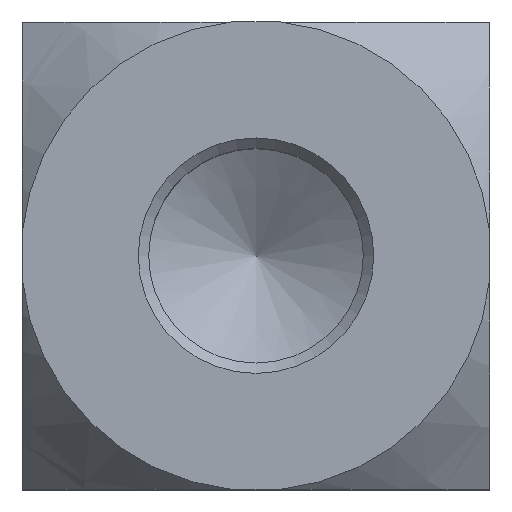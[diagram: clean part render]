
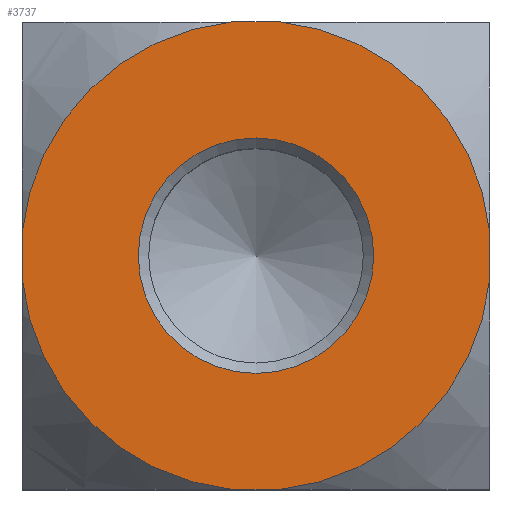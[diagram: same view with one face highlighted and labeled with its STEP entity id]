
A CAD part, top view. The second image highlights one B-rep face of the part: STEP entity #3737.
In plain terms, the highlighted planar face has unit normal (0, 0, 1).
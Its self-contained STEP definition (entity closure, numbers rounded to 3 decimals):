
#348=LINE('',#5372,#680);
#349=LINE('',#5373,#681);
#350=LINE('',#5374,#682);
#351=LINE('',#5375,#683);
#680=VECTOR('',#4565,1000.);
#681=VECTOR('',#4566,1000.);
#682=VECTOR('',#4567,1000.);
#683=VECTOR('',#4568,1000.);
#833=PLANE('',#3910);
#1509=ORIENTED_EDGE('',*,*,#1884,.T.);
#1510=ORIENTED_EDGE('',*,*,#1556,.T.);
#1511=ORIENTED_EDGE('',*,*,#1885,.T.);
#1512=ORIENTED_EDGE('',*,*,#1558,.T.);
#1513=ORIENTED_EDGE('',*,*,#1886,.T.);
#1514=ORIENTED_EDGE('',*,*,#1550,.T.);
#1515=ORIENTED_EDGE('',*,*,#1887,.T.);
#1516=ORIENTED_EDGE('',*,*,#1553,.T.);
#1517=ORIENTED_EDGE('',*,*,#1545,.T.);
#1545=EDGE_CURVE('',#2080,#2080,#1893,.T.);
#1550=EDGE_CURVE('',#2083,#2085,#1896,.T.);
#1553=EDGE_CURVE('',#2086,#2088,#1897,.T.);
#1556=EDGE_CURVE('',#2089,#2091,#1898,.T.);
#1558=EDGE_CURVE('',#2094,#2093,#1899,.T.);
#1884=EDGE_CURVE('',#2088,#2089,#348,.T.);
#1885=EDGE_CURVE('',#2091,#2094,#349,.T.);
#1886=EDGE_CURVE('',#2093,#2083,#350,.T.);
#1887=EDGE_CURVE('',#2085,#2086,#351,.T.);
#1893=CIRCLE('',#3753,2.267);
#1896=CIRCLE('',#3758,4.524);
#1897=CIRCLE('',#3760,4.524);
#1898=CIRCLE('',#3762,4.524);
#1899=CIRCLE('',#3764,4.524);
#2070=EDGE_LOOP('',(#1509,#1510,#1511,#1512,#1513,#1514,#1515,#1516));
#2071=EDGE_LOOP('',(#1517));
#2080=VERTEX_POINT('',#4592);
#2083=VERTEX_POINT('',#4610);
#2085=VERTEX_POINT('',#4623);
#2086=VERTEX_POINT('',#4637);
#2088=VERTEX_POINT('',#4650);
#2089=VERTEX_POINT('',#4664);
#2091=VERTEX_POINT('',#4677);
#2093=VERTEX_POINT('',#4692);
#2094=VERTEX_POINT('',#4694);
#2463=FACE_BOUND('',#2070,.T.);
#2464=FACE_BOUND('',#2071,.T.);
#3737=ADVANCED_FACE('',(#2463,#2464),#833,.T.);
#3753=AXIS2_PLACEMENT_3D('',#4591,#3925,#3926);
#3758=AXIS2_PLACEMENT_3D('',#4624,#3935,#3936);
#3760=AXIS2_PLACEMENT_3D('',#4651,#3939,#3940);
#3762=AXIS2_PLACEMENT_3D('',#4678,#3943,#3944);
#3764=AXIS2_PLACEMENT_3D('',#4693,#3947,#3948);
#3910=AXIS2_PLACEMENT_3D('',#5371,#4563,#4564);
#3925=DIRECTION('',(0.,0.,-1.));
#3926=DIRECTION('',(0.,1.,0.));
#3935=DIRECTION('',(0.,0.,1.));
#3936=DIRECTION('',(1.,0.,0.));
#3939=DIRECTION('',(0.,0.,1.));
#3940=DIRECTION('',(1.,0.,0.));
#3943=DIRECTION('',(0.,0.,1.));
#3944=DIRECTION('',(1.,0.,0.));
#3947=DIRECTION('',(0.,0.,1.));
#3948=DIRECTION('',(1.,0.,0.));
#4563=DIRECTION('',(0.,0.,1.));
#4564=DIRECTION('',(1.,0.,0.));
#4565=DIRECTION('',(0.,1.,0.));
#4566=DIRECTION('',(-1.,0.,0.));
#4567=DIRECTION('',(0.,-1.,0.));
#4568=DIRECTION('',(1.,0.,0.));
#4591=CARTESIAN_POINT('',(0.,0.,3.5));
#4592=CARTESIAN_POINT('',(0.,2.267,3.5));
#4610=CARTESIAN_POINT('',(-4.5,-0.465,3.5));
#4623=CARTESIAN_POINT('',(-0.465,-4.5,3.5));
#4624=CARTESIAN_POINT('',(0.,0.,3.5));
#4637=CARTESIAN_POINT('',(0.465,-4.5,3.5));
#4650=CARTESIAN_POINT('',(4.5,-0.465,3.5));
#4651=CARTESIAN_POINT('',(0.,0.,3.5));
#4664=CARTESIAN_POINT('',(4.5,0.465,3.5));
#4677=CARTESIAN_POINT('',(0.465,4.5,3.5));
#4678=CARTESIAN_POINT('',(0.,0.,3.5));
#4692=CARTESIAN_POINT('',(-4.5,0.465,3.5));
#4693=CARTESIAN_POINT('',(0.,0.,3.5));
#4694=CARTESIAN_POINT('',(-0.465,4.5,3.5));
#5371=CARTESIAN_POINT('',(0.,0.,3.5));
#5372=CARTESIAN_POINT('',(4.5,-4.5,3.5));
#5373=CARTESIAN_POINT('',(4.5,4.5,3.5));
#5374=CARTESIAN_POINT('',(-4.5,4.5,3.5));
#5375=CARTESIAN_POINT('',(-4.5,-4.5,3.5));
